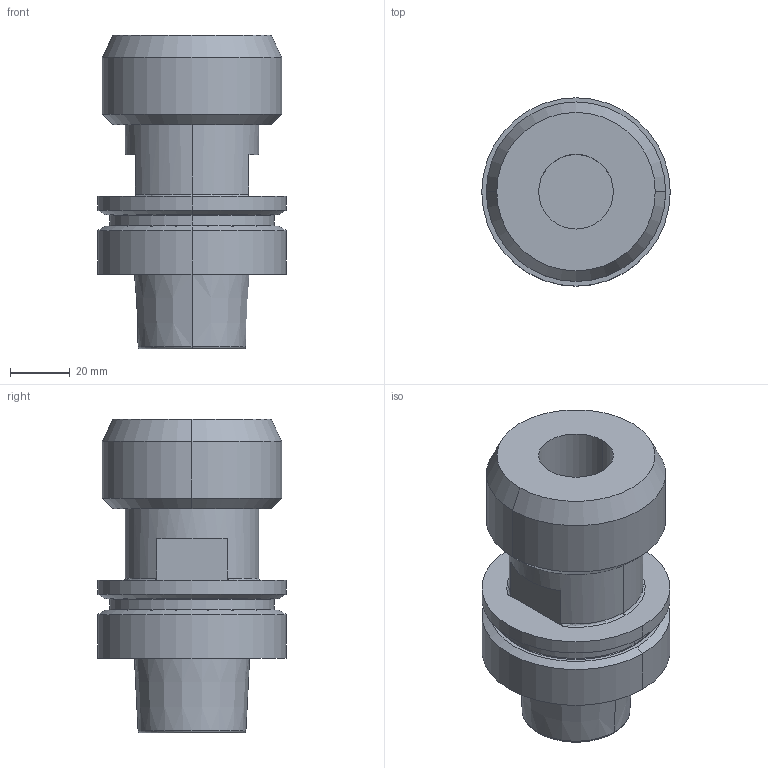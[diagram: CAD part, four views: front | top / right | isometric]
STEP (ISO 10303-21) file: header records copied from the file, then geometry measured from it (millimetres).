
FILE_DESCRIPTION (( 'STEP AP203' ), '1' );
FILE_NAME ('STP-31025F.STEP', '2018-04-24T05:27:47', ( '' ), ( '' ), 'SwSTEP 2.0', 'SolidWorks 2015', '' );
FILE_SCHEMA (( 'CONFIG_CONTROL_DESIGN' ));
Length unit declared in the file: millimetre
Products named in the file (1): STP-31025F
Bounding box: 63 x 63 x 105 mm (x, y, z)
Volume: 174377.1 mm3; surface area: 33354.3 mm2
Topology: 1 solids, 1 shells, 60 faces, 126 edges, 74 vertices
Faces by surface type: cylinder 20, cone 16, plane 13, torus 11
Entity records: 1709 total; most frequent: DIRECTION 318, CARTESIAN_POINT 303, ORIENTED_EDGE 248, AXIS2_PLACEMENT_3D 137, EDGE_CURVE 124, CIRCLE 76, VERTEX_POINT 74, EDGE_LOOP 68
